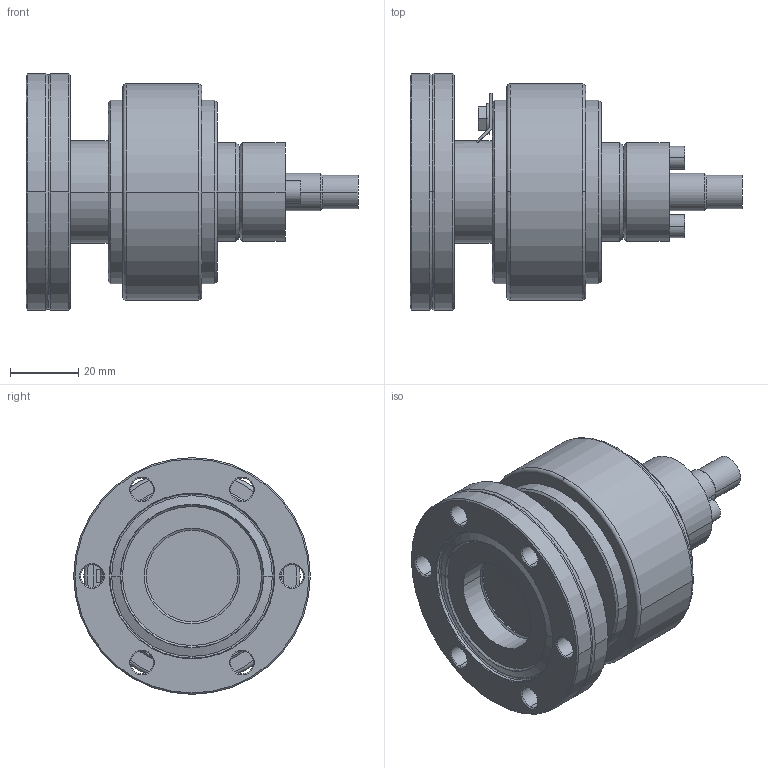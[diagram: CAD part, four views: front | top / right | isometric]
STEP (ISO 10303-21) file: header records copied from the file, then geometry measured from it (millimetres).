
FILE_DESCRIPTION((''),'2;1');
FILE_NAME('PTR18751.stp','2004-07-30T10:56:43',('GELH'),(''),'Autodesk Inventor (R) 6.0','Autodesk Inventor (R) 6.0','');
FILE_SCHEMA(('AUTOMOTIVE_DESIGN { 1 0 10303 214 1 1 1 1 }'));
Length unit declared in the file: millimetre
Products named in the file (1): PTR18751
Bounding box: 97.5 x 69.5 x 69.5 mm (x, y, z)
Volume: 156416.4 mm3; surface area: 27352.1 mm2
Topology: 1 solids, 1 shells, 147 faces, 360 edges, 220 vertices
Faces by surface type: cylinder 46, cone 46, plane 43, bspline 6, torus 6
Entity records: 4645 total; most frequent: CARTESIAN_POINT 992, DIRECTION 832, ORIENTED_EDGE 720, EDGE_CURVE 360, AXIS2_PLACEMENT_3D 330, VERTEX_POINT 220, CIRCLE 184, EDGE_LOOP 172
